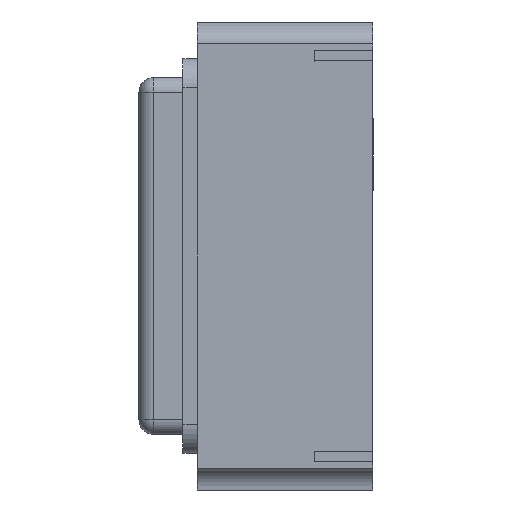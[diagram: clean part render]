
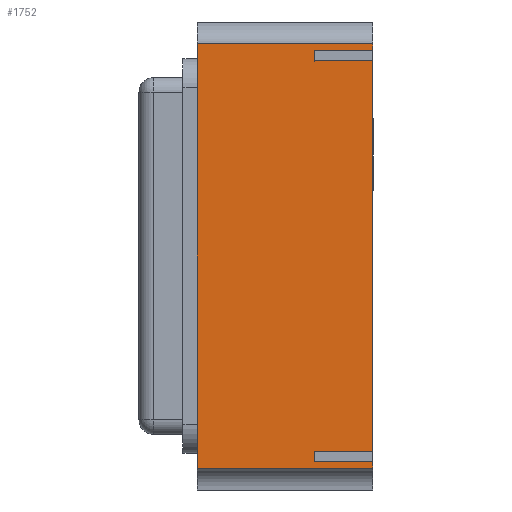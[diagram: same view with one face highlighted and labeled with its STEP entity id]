
A CAD part, left-side view. The second image highlights one B-rep face of the part: STEP entity #1752.
In plain terms, the highlighted planar face has unit normal (-1, 0, 0).
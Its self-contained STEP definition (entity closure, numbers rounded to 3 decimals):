
#2 = LINE ( 'NONE', #2441, #1559 ) ;
#49 = DIRECTION ( 'NONE',  ( 0., 0., -1. ) ) ;
#80 = LINE ( 'NONE', #2721, #3058 ) ;
#110 = CARTESIAN_POINT ( 'NONE',  ( -1., 0., -0.725 ) ) ;
#118 = VERTEX_POINT ( 'NONE', #1219 ) ;
#179 = EDGE_CURVE ( 'NONE', #1980, #774, #1666, .T. ) ;
#368 = DIRECTION ( 'NONE',  ( 0., 1., 0. ) ) ;
#391 = VECTOR ( 'NONE', #4400, 1000. ) ;
#462 = VECTOR ( 'NONE', #368, 1000. ) ;
#539 = EDGE_CURVE ( 'NONE', #4051, #1158, #3495, .T. ) ;
#552 = CARTESIAN_POINT ( 'NONE',  ( -1., 0., -0.725 ) ) ;
#556 = CARTESIAN_POINT ( 'NONE',  ( -1., 0.6, 0.725 ) ) ;
#557 = CARTESIAN_POINT ( 'NONE',  ( -1., 0.6, -0.8 ) ) ;
#612 = LINE ( 'NONE', #2615, #3593 ) ;
#636 = CARTESIAN_POINT ( 'NONE',  ( -1., 0.6, -0.725 ) ) ;
#676 = LINE ( 'NONE', #2905, #715 ) ;
#715 = VECTOR ( 'NONE', #1224, 1000. ) ;
#728 = DIRECTION ( 'NONE',  ( 0., 0., -1. ) ) ;
#774 = VERTEX_POINT ( 'NONE', #556 ) ;
#821 = ORIENTED_EDGE ( 'NONE', *, *, #3699, .F. ) ;
#910 = CARTESIAN_POINT ( 'NONE',  ( -1., 0.2, -0.667 ) ) ;
#911 = ORIENTED_EDGE ( 'NONE', *, *, #2378, .F. ) ;
#939 = LINE ( 'NONE', #1265, #3925 ) ;
#941 = LINE ( 'NONE', #552, #3969 ) ;
#956 = EDGE_CURVE ( 'NONE', #118, #4051, #612, .T. ) ;
#975 = VERTEX_POINT ( 'NONE', #110 ) ;
#1005 = EDGE_LOOP ( 'NONE', ( #911, #3891, #4416, #2893, #2875, #1263, #2384, #1180, #3874, #821, #1198, #2848 ) ) ;
#1072 = DIRECTION ( 'NONE',  ( 0., 1., 0. ) ) ;
#1094 = VERTEX_POINT ( 'NONE', #2680 ) ;
#1100 = VECTOR ( 'NONE', #728, 1000. ) ;
#1125 = AXIS2_PLACEMENT_3D ( 'NONE', #2781, #2144, #1072 ) ;
#1158 = VERTEX_POINT ( 'NONE', #2382 ) ;
#1180 = ORIENTED_EDGE ( 'NONE', *, *, #4300, .F. ) ;
#1198 = ORIENTED_EDGE ( 'NONE', *, *, #3388, .F. ) ;
#1219 = CARTESIAN_POINT ( 'NONE',  ( -1., 0., 0.704 ) ) ;
#1224 = DIRECTION ( 'NONE',  ( 0., 0., -1. ) ) ;
#1232 = DIRECTION ( 'NONE',  ( 0., 1., 0. ) ) ;
#1253 = CARTESIAN_POINT ( 'NONE',  ( -1., 0., 0.725 ) ) ;
#1263 = ORIENTED_EDGE ( 'NONE', *, *, #179, .F. ) ;
#1265 = CARTESIAN_POINT ( 'NONE',  ( -1., 0.7, 0.725 ) ) ;
#1358 = EDGE_CURVE ( 'NONE', #1626, #774, #939, .T. ) ;
#1476 = CARTESIAN_POINT ( 'NONE',  ( -1., 0., -0.704 ) ) ;
#1559 = VECTOR ( 'NONE', #3750, 1000. ) ;
#1601 = DIRECTION ( 'NONE',  ( 0., 1., 0. ) ) ;
#1626 = VERTEX_POINT ( 'NONE', #1253 ) ;
#1666 = LINE ( 'NONE', #557, #1690 ) ;
#1690 = VECTOR ( 'NONE', #4095, 1000. ) ;
#1708 = PLANE ( 'NONE',  #1125 ) ;
#1752 = ADVANCED_FACE ( 'NONE', ( #2545 ), #1708, .F. ) ;
#1885 = VECTOR ( 'NONE', #1232, 1000. ) ;
#1980 = VERTEX_POINT ( 'NONE', #636 ) ;
#2034 = CARTESIAN_POINT ( 'NONE',  ( -1., 0., 0.667 ) ) ;
#2058 = LINE ( 'NONE', #2820, #462 ) ;
#2064 = VERTEX_POINT ( 'NONE', #1476 ) ;
#2133 = CARTESIAN_POINT ( 'NONE',  ( -1., 0., -0.667 ) ) ;
#2144 = DIRECTION ( 'NONE',  ( 1., 0., 0. ) ) ;
#2378 = EDGE_CURVE ( 'NONE', #1158, #4172, #2, .T. ) ;
#2382 = CARTESIAN_POINT ( 'NONE',  ( -1., 0.2, 0.667 ) ) ;
#2384 = ORIENTED_EDGE ( 'NONE', *, *, #2770, .F. ) ;
#2441 = CARTESIAN_POINT ( 'NONE',  ( -1., 0.7, 0.667 ) ) ;
#2545 = FACE_OUTER_BOUND ( 'NONE', #1005, .T. ) ;
#2549 = LINE ( 'NONE', #3135, #1100 ) ;
#2615 = CARTESIAN_POINT ( 'NONE',  ( -1., 0.7, 0.704 ) ) ;
#2646 = CARTESIAN_POINT ( 'NONE',  ( -1., 0., -0.725 ) ) ;
#2655 = VERTEX_POINT ( 'NONE', #2133 ) ;
#2680 = CARTESIAN_POINT ( 'NONE',  ( -1., 0.2, -0.704 ) ) ;
#2721 = CARTESIAN_POINT ( 'NONE',  ( -1., 0.7, -0.704 ) ) ;
#2723 = EDGE_CURVE ( 'NONE', #1094, #2064, #80, .T. ) ;
#2770 = EDGE_CURVE ( 'NONE', #975, #1980, #3353, .T. ) ;
#2781 = CARTESIAN_POINT ( 'NONE',  ( -1., 0.7, -0.725 ) ) ;
#2820 = CARTESIAN_POINT ( 'NONE',  ( -1., 0.7, -0.667 ) ) ;
#2848 = ORIENTED_EDGE ( 'NONE', *, *, #4209, .F. ) ;
#2875 = ORIENTED_EDGE ( 'NONE', *, *, #1358, .T. ) ;
#2893 = ORIENTED_EDGE ( 'NONE', *, *, #3860, .F. ) ;
#2905 = CARTESIAN_POINT ( 'NONE',  ( -1., 0.2, -0.725 ) ) ;
#3058 = VECTOR ( 'NONE', #3783, 1000. ) ;
#3100 = CARTESIAN_POINT ( 'NONE',  ( -1., 0.7, -0.725 ) ) ;
#3135 = CARTESIAN_POINT ( 'NONE',  ( -1., 0., -0.725 ) ) ;
#3233 = DIRECTION ( 'NONE',  ( 0., 0., -1. ) ) ;
#3353 = LINE ( 'NONE', #3100, #1885 ) ;
#3388 = EDGE_CURVE ( 'NONE', #2655, #3880, #2058, .T. ) ;
#3495 = LINE ( 'NONE', #4074, #391 ) ;
#3577 = VECTOR ( 'NONE', #3233, 1000. ) ;
#3587 = LINE ( 'NONE', #2646, #3577 ) ;
#3593 = VECTOR ( 'NONE', #3910, 1000. ) ;
#3699 = EDGE_CURVE ( 'NONE', #3880, #1094, #676, .T. ) ;
#3750 = DIRECTION ( 'NONE',  ( 0., -1., 0. ) ) ;
#3763 = CARTESIAN_POINT ( 'NONE',  ( -1., 0.2, 0.704 ) ) ;
#3783 = DIRECTION ( 'NONE',  ( 0., -1., 0. ) ) ;
#3860 = EDGE_CURVE ( 'NONE', #1626, #118, #3587, .T. ) ;
#3874 = ORIENTED_EDGE ( 'NONE', *, *, #2723, .F. ) ;
#3880 = VERTEX_POINT ( 'NONE', #910 ) ;
#3891 = ORIENTED_EDGE ( 'NONE', *, *, #539, .F. ) ;
#3910 = DIRECTION ( 'NONE',  ( 0., 1., 0. ) ) ;
#3925 = VECTOR ( 'NONE', #1601, 1000. ) ;
#3969 = VECTOR ( 'NONE', #49, 1000. ) ;
#4051 = VERTEX_POINT ( 'NONE', #3763 ) ;
#4074 = CARTESIAN_POINT ( 'NONE',  ( -1., 0.2, -0.725 ) ) ;
#4095 = DIRECTION ( 'NONE',  ( 0., 0., 1. ) ) ;
#4172 = VERTEX_POINT ( 'NONE', #2034 ) ;
#4209 = EDGE_CURVE ( 'NONE', #4172, #2655, #941, .T. ) ;
#4300 = EDGE_CURVE ( 'NONE', #2064, #975, #2549, .T. ) ;
#4400 = DIRECTION ( 'NONE',  ( 0., 0., -1. ) ) ;
#4416 = ORIENTED_EDGE ( 'NONE', *, *, #956, .F. ) ;
